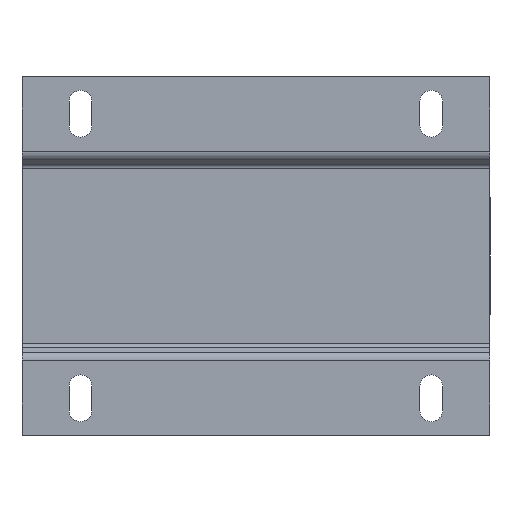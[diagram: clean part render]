
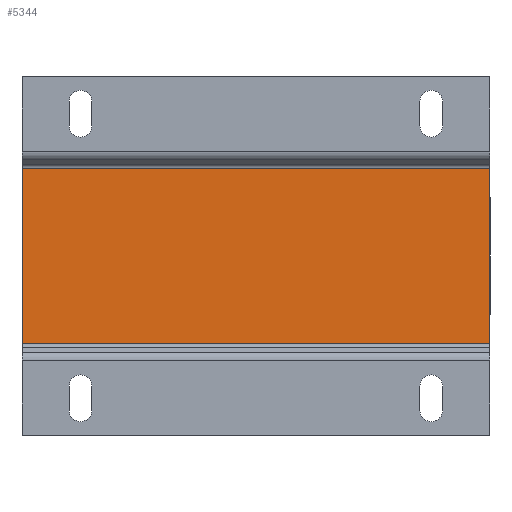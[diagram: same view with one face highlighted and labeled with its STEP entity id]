
A CAD part, front view. The second image highlights one B-rep face of the part: STEP entity #5344.
In plain terms, the highlighted planar face has unit normal (0, -1, 0).
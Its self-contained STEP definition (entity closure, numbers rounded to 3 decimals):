
#228 = ORIENTED_EDGE ( 'NONE', *, *, #6139, .F. ) ;
#315 = ORIENTED_EDGE ( 'NONE', *, *, #1660, .F. ) ;
#799 = VERTEX_POINT ( 'NONE', #3758 ) ;
#1226 = VECTOR ( 'NONE', #2255, 1000. ) ;
#1660 = EDGE_CURVE ( 'NONE', #2895, #8087, #7976, .T. ) ;
#2134 = CARTESIAN_POINT ( 'NONE',  ( 60., -51.5, -46. ) ) ;
#2186 = DIRECTION ( 'NONE',  ( 0., 1., 0. ) ) ;
#2255 = DIRECTION ( 'NONE',  ( 0., 0., -1. ) ) ;
#2396 = CARTESIAN_POINT ( 'NONE',  ( 0., -51.5, 22.5 ) ) ;
#2466 = VECTOR ( 'NONE', #4509, 1000. ) ;
#2709 = LINE ( 'NONE', #5209, #3790 ) ;
#2813 = FACE_OUTER_BOUND ( 'NONE', #6502, .T. ) ;
#2895 = VERTEX_POINT ( 'NONE', #4186 ) ;
#3330 = AXIS2_PLACEMENT_3D ( 'NONE', #5350, #2186, #7895 ) ;
#3628 = ORIENTED_EDGE ( 'NONE', *, *, #7163, .F. ) ;
#3758 = CARTESIAN_POINT ( 'NONE',  ( -60., -51.5, -22.5 ) ) ;
#3790 = VECTOR ( 'NONE', #3912, 1000. ) ;
#3912 = DIRECTION ( 'NONE',  ( 1., 0., 0. ) ) ;
#4060 = CARTESIAN_POINT ( 'NONE',  ( 60., -51.5, 22.5 ) ) ;
#4186 = CARTESIAN_POINT ( 'NONE',  ( -60., -51.5, 22.5 ) ) ;
#4459 = CARTESIAN_POINT ( 'NONE',  ( -60., -51.5, -46. ) ) ;
#4509 = DIRECTION ( 'NONE',  ( 0., 0., 1. ) ) ;
#4663 = CARTESIAN_POINT ( 'NONE',  ( 60., -51.5, -22.5 ) ) ;
#4810 = PLANE ( 'NONE',  #3330 ) ;
#4942 = VERTEX_POINT ( 'NONE', #4663 ) ;
#5175 = LINE ( 'NONE', #4459, #2466 ) ;
#5209 = CARTESIAN_POINT ( 'NONE',  ( 0., -51.5, -22.5 ) ) ;
#5344 = ADVANCED_FACE ( 'NONE', ( #2813 ), #4810, .F. ) ;
#5350 = CARTESIAN_POINT ( 'NONE',  ( 0., -51.5, 0. ) ) ;
#5473 = DIRECTION ( 'NONE',  ( 1., 0., 0. ) ) ;
#5493 = ORIENTED_EDGE ( 'NONE', *, *, #7609, .T. ) ;
#6039 = LINE ( 'NONE', #2134, #1226 ) ;
#6139 = EDGE_CURVE ( 'NONE', #8087, #4942, #6039, .T. ) ;
#6502 = EDGE_LOOP ( 'NONE', ( #315, #3628, #5493, #228 ) ) ;
#7161 = VECTOR ( 'NONE', #5473, 1000. ) ;
#7163 = EDGE_CURVE ( 'NONE', #799, #2895, #5175, .T. ) ;
#7609 = EDGE_CURVE ( 'NONE', #799, #4942, #2709, .T. ) ;
#7895 = DIRECTION ( 'NONE',  ( -1., 0., 0. ) ) ;
#7976 = LINE ( 'NONE', #2396, #7161 ) ;
#8087 = VERTEX_POINT ( 'NONE', #4060 ) ;
